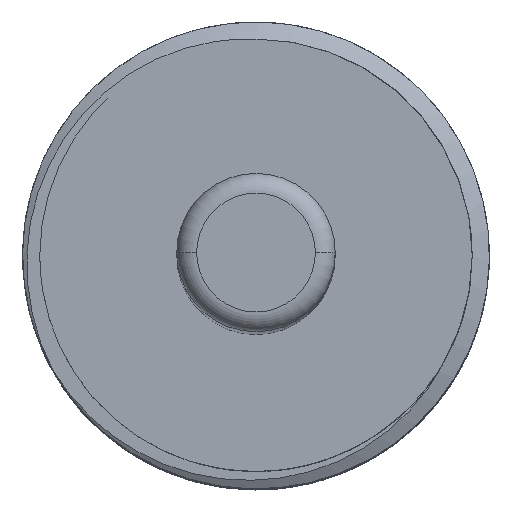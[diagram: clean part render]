
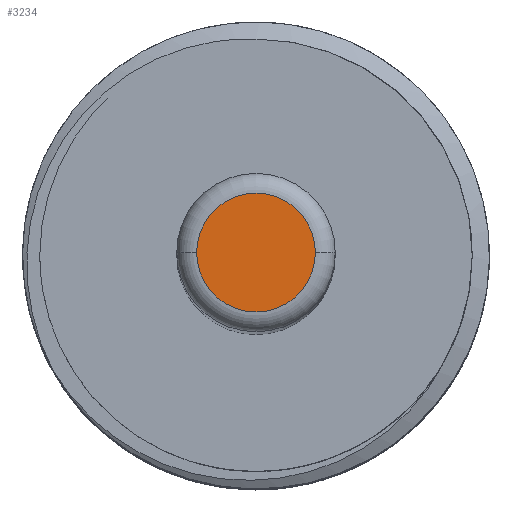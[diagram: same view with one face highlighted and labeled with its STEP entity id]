
A CAD part, top view. The second image highlights one B-rep face of the part: STEP entity #3234.
In plain terms, the highlighted planar face has unit normal (0, 0, 1).
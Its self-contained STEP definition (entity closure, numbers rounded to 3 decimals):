
#206 = EDGE_CURVE ( 'NONE', #504, #3198, #435, .T. ) ;
#328 = CARTESIAN_POINT ( 'NONE',  ( 3., 0., 205. ) ) ;
#435 = CIRCLE ( 'NONE', #5692, 3. ) ;
#504 = VERTEX_POINT ( 'NONE', #328 ) ;
#1035 = CIRCLE ( 'NONE', #2279, 3. ) ;
#1098 = PLANE ( 'NONE',  #2544 ) ;
#1327 = FACE_OUTER_BOUND ( 'NONE', #2250, .T. ) ;
#1848 = DIRECTION ( 'NONE',  ( 0., 0., 1. ) ) ;
#2243 = EDGE_CURVE ( 'NONE', #3198, #504, #1035, .T. ) ;
#2250 = EDGE_LOOP ( 'NONE', ( #4728, #4452 ) ) ;
#2279 = AXIS2_PLACEMENT_3D ( 'NONE', #4490, #1848, #4940 ) ;
#2544 = AXIS2_PLACEMENT_3D ( 'NONE', #5242, #2579, #5702 ) ;
#2579 = DIRECTION ( 'NONE',  ( 0., 0., 1. ) ) ;
#3198 = VERTEX_POINT ( 'NONE', #5070 ) ;
#3234 = ADVANCED_FACE ( 'NONE', ( #1327 ), #1098, .T. ) ;
#3646 = DIRECTION ( 'NONE',  ( 0., 0., 1. ) ) ;
#3974 = DIRECTION ( 'NONE',  ( 1., 0., 0. ) ) ;
#4452 = ORIENTED_EDGE ( 'NONE', *, *, #2243, .T. ) ;
#4490 = CARTESIAN_POINT ( 'NONE',  ( 0., 0., 205. ) ) ;
#4728 = ORIENTED_EDGE ( 'NONE', *, *, #206, .T. ) ;
#4940 = DIRECTION ( 'NONE',  ( 1., 0., 0. ) ) ;
#4946 = CARTESIAN_POINT ( 'NONE',  ( 0., 0., 205. ) ) ;
#5070 = CARTESIAN_POINT ( 'NONE',  ( -3., 0., 205. ) ) ;
#5242 = CARTESIAN_POINT ( 'NONE',  ( 0., 0., 205. ) ) ;
#5692 = AXIS2_PLACEMENT_3D ( 'NONE', #4946, #3646, #3974 ) ;
#5702 = DIRECTION ( 'NONE',  ( 1., 0., 0. ) ) ;
